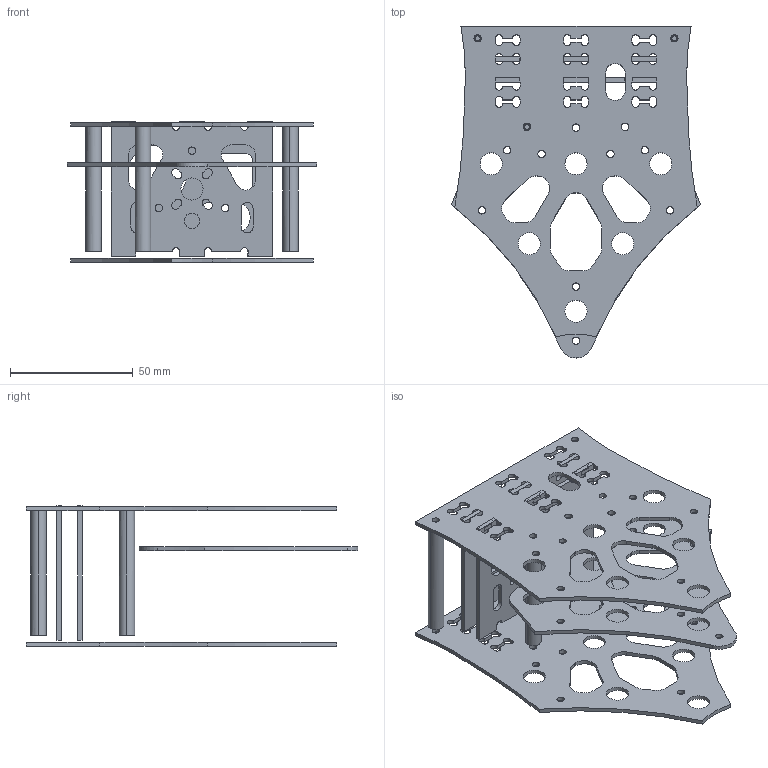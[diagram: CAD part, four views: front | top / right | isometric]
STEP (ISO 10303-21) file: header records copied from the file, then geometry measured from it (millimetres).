
FILE_DESCRIPTION(/* description */ (''),/* implementation_level */ '2;1');
FILE_NAME(/* name */ 'Universal Head V2.stp',/* time_stamp */ '2014-06-11T18:17:14-04:00',/* author */ (''),/* organization */ (''),/* preprocessor_version */ 'ST-DEVELOPER v11',/* originating_system */ 'SIEMENS PLM Software NX 7.5',/* authorisation */ '');
FILE_SCHEMA (('CONFIG_CONTROL_DESIGN'));
Length unit declared in the file: millimetre
Products named in the file (1): Gear93A00yqg
Bounding box: 101.36 x 135 x 57.25 mm (x, y, z)
Volume: 43885.4 mm3; surface area: 58843.6 mm2
Topology: 8 solids, 8 shells, 687 faces, 2001 edges, 1336 vertices
Faces by surface type: cylinder 407, plane 244, cone 18, bspline 18
Full cylindrical faces by diameter (mm): 3 x33, 3.1 x2, 5.309 x2, 6.35 x1, 9 x19, 13 x1, 24 x1
Entity records: 38367 total; most frequent: CARTESIAN_POINT 20229, ORIENTED_EDGE 3872, DIRECTION 3463, EDGE_CURVE 1936, VERTEX_POINT 1330, AXIS2_PLACEMENT_3D 1226, LINE 1011, VECTOR 1011
